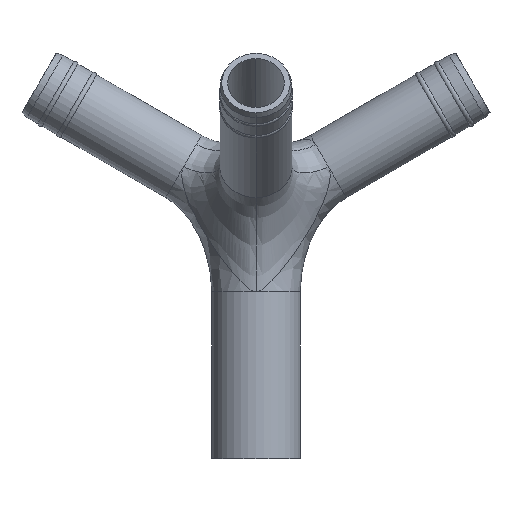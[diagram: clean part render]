
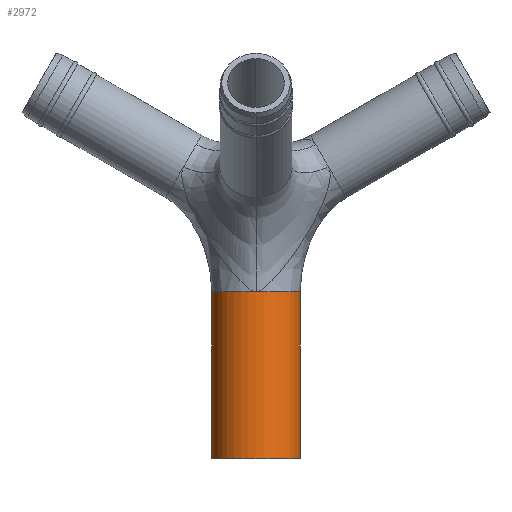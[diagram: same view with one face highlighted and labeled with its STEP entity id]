
A CAD part, front view. The second image highlights one B-rep face of the part: STEP entity #2972.
In plain terms, the highlighted cylindrical face has radius 13.3 mm (diameter 26.6 mm), a partial arc.
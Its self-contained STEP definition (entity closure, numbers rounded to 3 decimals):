
#6=CARTESIAN_POINT('',(0.,0.,-75.));
#7=DIRECTION('',(0.,0.,1.));
#8=DIRECTION('',(-1.,0.,0.));
#9=AXIS2_PLACEMENT_3D('',#6,#7,#8);
#31=DIRECTION('',(0.,0.,1.));
#32=VECTOR('',#31,50.);
#33=CARTESIAN_POINT('',(13.3,0.,-75.));
#34=LINE('',#33,#32);
#216=CARTESIAN_POINT('',(0.,0.,-25.));
#217=DIRECTION('',(0.,0.,1.));
#218=DIRECTION('',(0.,-1.,0.));
#219=AXIS2_PLACEMENT_3D('',#216,#217,#218);
#221=DIRECTION('',(0.,0.,1.));
#222=VECTOR('',#221,50.);
#223=CARTESIAN_POINT('',(-13.3,0.,-75.));
#224=LINE('',#223,#222);
#225=CARTESIAN_POINT('',(0.,0.,-25.));
#226=DIRECTION('',(0.,0.,1.));
#227=DIRECTION('',(-1.,0.,0.));
#228=AXIS2_PLACEMENT_3D('',#225,#226,#227);
#2359=CARTESIAN_POINT('',(13.3,0.,-75.));
#2360=CARTESIAN_POINT('',(-13.3,0.,-75.));
#2361=VERTEX_POINT('',#2359);
#2362=VERTEX_POINT('',#2360);
#2367=CARTESIAN_POINT('',(0.,-13.3,-25.));
#2368=CARTESIAN_POINT('',(13.3,0.,-25.));
#2369=VERTEX_POINT('',#2367);
#2370=VERTEX_POINT('',#2368);
#2371=CARTESIAN_POINT('',(-13.3,0.,-25.));
#2372=VERTEX_POINT('',#2371);
#2959=CARTESIAN_POINT('',(0.,0.,-75.));
#2960=DIRECTION('',(0.,0.,1.));
#2961=DIRECTION('',(1.,0.,0.));
#2962=AXIS2_PLACEMENT_3D('',#2959,#2960,#2961);
#2963=CYLINDRICAL_SURFACE('',#2962,13.3);
#2964=ORIENTED_EDGE('',*,*,#2948,.T.);
#2965=ORIENTED_EDGE('',*,*,#2759,.F.);
#2966=ORIENTED_EDGE('',*,*,#2736,.F.);
#2967=ORIENTED_EDGE('',*,*,#2756,.T.);
#2969=ORIENTED_EDGE('',*,*,#2968,.T.);
#2970=EDGE_LOOP('',(#2964,#2965,#2966,#2967,#2969));
#2971=FACE_OUTER_BOUND('',#2970,.F.);
#2972=ADVANCED_FACE('',(#2971),#2963,.T.);
#10=CIRCLE('',#9,13.3);
#220=CIRCLE('',#219,13.3);
#229=CIRCLE('',#228,13.3);
#2736=EDGE_CURVE('',#2362,#2361,#10,.T.);
#2756=EDGE_CURVE('',#2362,#2372,#224,.T.);
#2759=EDGE_CURVE('',#2361,#2370,#34,.T.);
#2948=EDGE_CURVE('',#2369,#2370,#220,.T.);
#2968=EDGE_CURVE('',#2372,#2369,#229,.T.);
